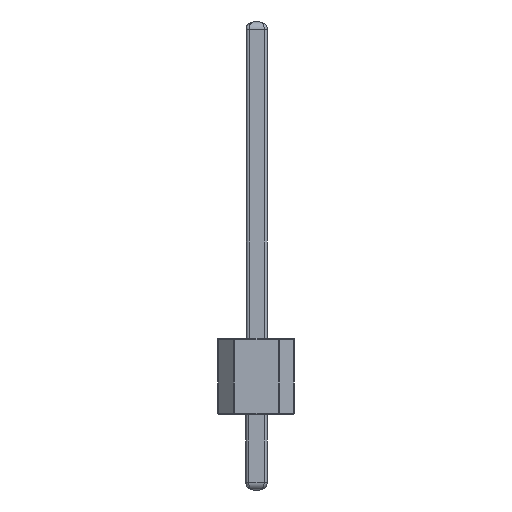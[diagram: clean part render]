
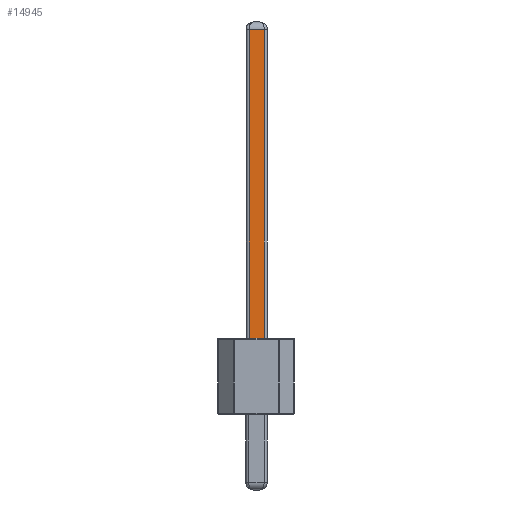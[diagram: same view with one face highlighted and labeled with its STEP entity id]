
A CAD part, front view. The second image highlights one B-rep face of the part: STEP entity #14945.
In plain terms, the highlighted planar face has unit normal (0, -1, 0).
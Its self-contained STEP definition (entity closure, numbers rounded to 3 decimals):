
#382=PLANE('',#16131);
#1174=LINE('',#23443,#2318);
#1194=LINE('',#23592,#2338);
#1196=LINE('',#23621,#2340);
#1198=LINE('',#23626,#2342);
#2318=VECTOR('',#18282,10.);
#2338=VECTOR('',#18362,10.);
#2340=VECTOR('',#18372,10.);
#2342=VECTOR('',#18378,10.);
#3999=FACE_OUTER_BOUND('',#5093,.T.);
#5093=EDGE_LOOP('',(#10579,#10580,#10581,#10582));
#7028=VERTEX_POINT('',#23441);
#7029=VERTEX_POINT('',#23442);
#7048=VERTEX_POINT('',#23591);
#7051=VERTEX_POINT('',#23620);
#8220=EDGE_CURVE('',#7028,#7029,#1174,.T.);
#8256=EDGE_CURVE('',#7029,#7048,#1194,.T.);
#8261=EDGE_CURVE('',#7048,#7051,#1196,.T.);
#8264=EDGE_CURVE('',#7051,#7028,#1198,.T.);
#10579=ORIENTED_EDGE('',*,*,#8256,.F.);
#10580=ORIENTED_EDGE('',*,*,#8220,.F.);
#10581=ORIENTED_EDGE('',*,*,#8264,.F.);
#10582=ORIENTED_EDGE('',*,*,#8261,.F.);
#14945=ADVANCED_FACE('',(#3999),#382,.T.);
#16131=AXIS2_PLACEMENT_3D('',#23625,#18376,#18377);
#18282=DIRECTION('',(-1.,0.,0.));
#18362=DIRECTION('',(0.,0.,1.));
#18372=DIRECTION('',(1.,0.,0.));
#18376=DIRECTION('center_axis',(0.,-1.,0.));
#18377=DIRECTION('ref_axis',(1.,0.,0.));
#18378=DIRECTION('',(0.,0.,-1.));
#23441=CARTESIAN_POINT('',(-2.055,-1.259,2.54));
#23442=CARTESIAN_POINT('',(-2.562,-1.259,2.54));
#23443=CARTESIAN_POINT('',(-2.496,-1.259,2.54));
#23591=CARTESIAN_POINT('',(-2.562,-1.259,12.79));
#23592=CARTESIAN_POINT('',(-2.562,-1.259,2.54));
#23620=CARTESIAN_POINT('',(-2.055,-1.259,12.79));
#23621=CARTESIAN_POINT('',(-2.485,-1.259,12.79));
#23625=CARTESIAN_POINT('Origin',(-2.662,-1.259,2.54));
#23626=CARTESIAN_POINT('',(-2.055,-1.259,2.54));
